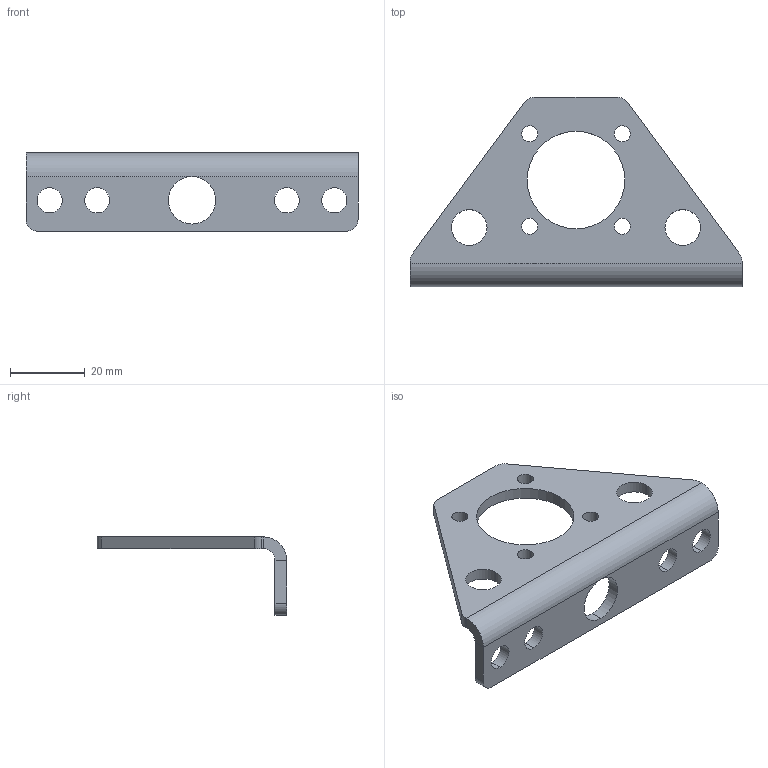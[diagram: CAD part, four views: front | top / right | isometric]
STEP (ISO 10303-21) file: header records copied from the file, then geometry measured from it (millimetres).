
FILE_DESCRIPTION (( 'STEP AP203' ), '1' );
FILE_NAME ('PG71 Bracket.STEP', '2012-06-26T15:50:55', ( 'User' ), ( '' ), 'SwSTEP 2.0', 'SolidWorks 2010', '' );
FILE_SCHEMA (( 'CONFIG_CONTROL_DESIGN' ));
Length unit declared in the file: inch
Products named in the file (1): PG71 Bracket
Bounding box: 88.9 x 50.8 x 20.95 mm (x, y, z)
Volume: 11255.5 mm3; surface area: 8947.4 mm2
Topology: 1 solids, 1 shells, 46 faces, 126 edges, 80 vertices
Faces by surface type: cylinder 32, plane 14
Entity records: 1605 total; most frequent: DIRECTION 284, CARTESIAN_POINT 253, ORIENTED_EDGE 252, EDGE_CURVE 126, AXIS2_PLACEMENT_3D 111, VERTEX_POINT 80, EDGE_LOOP 68, CIRCLE 64
